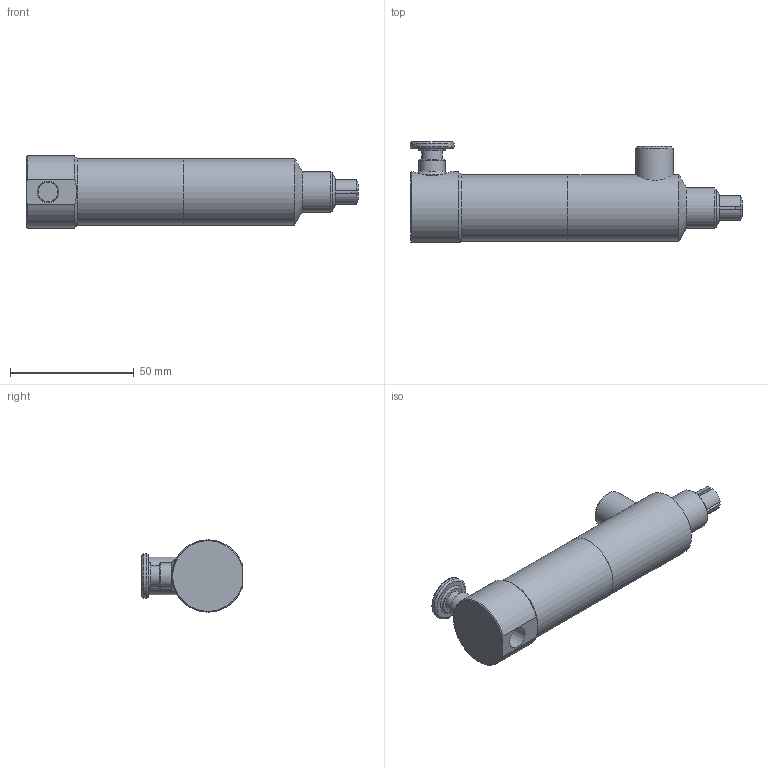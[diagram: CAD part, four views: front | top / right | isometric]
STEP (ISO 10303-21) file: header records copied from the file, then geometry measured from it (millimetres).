
FILE_DESCRIPTION(/* description */ (''),/* implementation_level */ '2;1');
FILE_NAME(/* name */ 'FNV-108025.stp',/* time_stamp */ '2015-12-22T09:12:01-06:00',/* author */ ('scottg'),/* organization */ ('FasTest,Inc.'),/* preprocessor_version */ 'ST-DEVELOPER v16.1',/* originating_system */ 'Autodesk Inventor 2016',/* authorisation */ '');
FILE_SCHEMA (('AUTOMOTIVE_DESIGN { 1 0 10303 214 3 1 1 }'));
Length unit declared in the file: inch
Products named in the file (1): FNV-108025
Bounding box: 134.14 x 40.41 x 29.21 mm (x, y, z)
Volume: 2268.7 mm3; surface area: 15484.2 mm2
Topology: 1 solids, 4 shells, 105 faces, 277 edges, 181 vertices
Faces by surface type: plane 48, cone 25, cylinder 21, torus 10, sphere 1
Full cylindrical faces by diameter (mm): 4.75 x1, 4.801 x1, 7.95 x2, 8.382 x1, 8.725 x1, 10.668 x2, 13.411 x1, 13.716 x1, 15.189 x1, 16.383 x1, 17.78 x1, 24.943 x1, 26.924 x2
Entity records: 3191 total; most frequent: CARTESIAN_POINT 836, DIRECTION 471, ORIENTED_EDGE 454, EDGE_CURVE 225, AXIS2_PLACEMENT_3D 195, VERTEX_POINT 166, EDGE_LOOP 157, FACE_OUTER_BOUND 105
